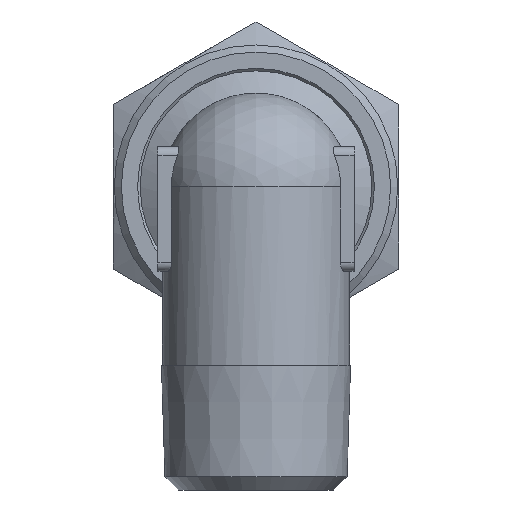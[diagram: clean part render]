
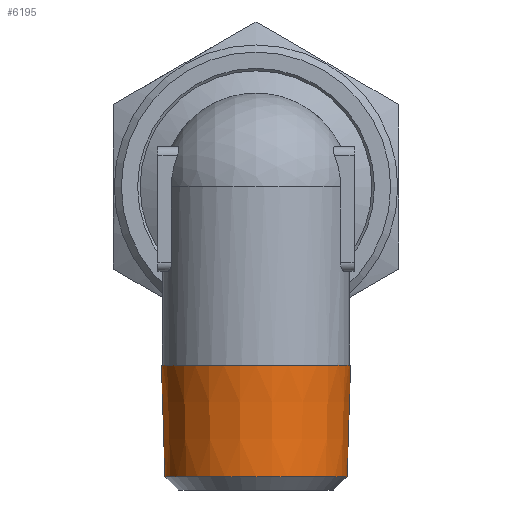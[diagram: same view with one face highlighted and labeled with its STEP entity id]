
A CAD part, left-side view. The second image highlights one B-rep face of the part: STEP entity #6195.
In plain terms, the highlighted conical face has half-angle 1.79 degrees and reference radius 10.602 mm.
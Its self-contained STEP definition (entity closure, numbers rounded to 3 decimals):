
#1650=CONICAL_SURFACE('',#6037,10.603,1.79);
#1671=ORIENTED_EDGE('',*,*,#2116,.F.);
#1672=ORIENTED_EDGE('',*,*,#2117,.T.);
#1957=CIRCLE('',#6036,10.212);
#1958=CIRCLE('',#6038,10.603);
#2007=VERTEX_POINT('',#2784);
#2008=VERTEX_POINT('',#2787);
#2116=EDGE_CURVE('',#2007,#2007,#1957,.T.);
#2117=EDGE_CURVE('',#2008,#2008,#1958,.T.);
#2262=EDGE_LOOP('',(#1671));
#2263=EDGE_LOOP('',(#1672));
#2361=FACE_BOUND('',#2262,.T.);
#2362=FACE_BOUND('',#2263,.T.);
#2466=DIRECTION('',(0.,-1.,0.));
#2467=DIRECTION('',(0.,0.,10.212));
#2468=DIRECTION('',(0.,1.,0.));
#2469=DIRECTION('',(0.,0.,1.));
#2470=DIRECTION('',(0.,-1.,0.));
#2471=DIRECTION('',(0.,0.,10.603));
#2784=CARTESIAN_POINT('',(24.041,9.832,10.212));
#2785=CARTESIAN_POINT('',(24.041,9.832,0.));
#2786=CARTESIAN_POINT('',(24.041,22.332,0.));
#2787=CARTESIAN_POINT('',(24.041,22.332,10.603));
#2788=CARTESIAN_POINT('',(24.041,22.332,0.));
#6036=AXIS2_PLACEMENT_3D('',#2785,#2466,#2467);
#6037=AXIS2_PLACEMENT_3D('',#2786,#2468,#2469);
#6038=AXIS2_PLACEMENT_3D('',#2788,#2470,#2471);
#6195=ADVANCED_FACE('',(#2361,#2362),#1650,.T.);
